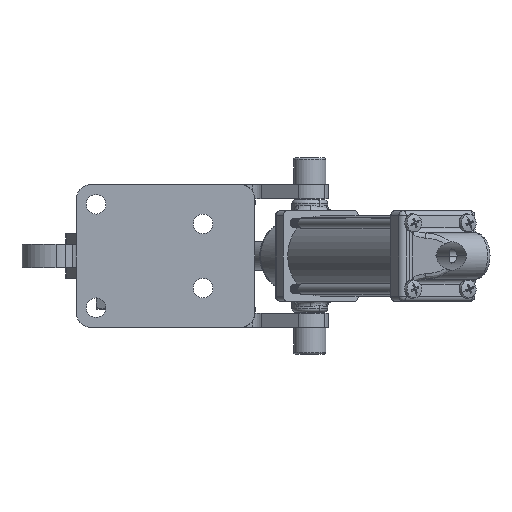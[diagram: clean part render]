
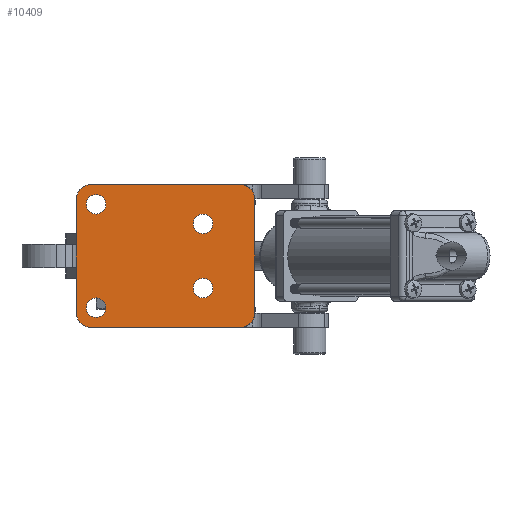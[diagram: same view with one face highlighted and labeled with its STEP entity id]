
A CAD part, front view. The second image highlights one B-rep face of the part: STEP entity #10409.
In plain terms, the highlighted planar face has unit normal (0, -1, 0).
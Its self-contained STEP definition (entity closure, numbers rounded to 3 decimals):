
#196 = ORIENTED_EDGE ( 'NONE', *, *, #3061, .F. ) ;
#364 = CARTESIAN_POINT ( 'NONE',  ( -7.55, -10., 23.5 ) ) ;
#676 = AXIS2_PLACEMENT_3D ( 'NONE', #22812, #7852, #25343 ) ;
#1415 = ORIENTED_EDGE ( 'NONE', *, *, #10727, .T. ) ;
#1742 = ORIENTED_EDGE ( 'NONE', *, *, #28493, .F. ) ;
#1761 = VECTOR ( 'NONE', #24170, 1000. ) ;
#1878 = CIRCLE ( 'NONE', #3235, 5.5 ) ;
#1951 = ORIENTED_EDGE ( 'NONE', *, *, #24297, .F. ) ;
#2039 = DIRECTION ( 'NONE',  ( 0., 0., -1. ) ) ;
#2423 = VERTEX_POINT ( 'NONE', #364 ) ;
#2629 = AXIS2_PLACEMENT_3D ( 'NONE', #14848, #24938, #32192 ) ;
#2791 = VERTEX_POINT ( 'NONE', #27233 ) ;
#2820 = EDGE_CURVE ( 'NONE', #23502, #21030, #6266, .T. ) ;
#3061 = EDGE_CURVE ( 'NONE', #23198, #2423, #5475, .T. ) ;
#3235 = AXIS2_PLACEMENT_3D ( 'NONE', #27015, #12073, #29500 ) ;
#3540 = LINE ( 'NONE', #26125, #16008 ) ;
#3604 = DIRECTION ( 'NONE',  ( 0., 0., -1. ) ) ;
#4696 = VERTEX_POINT ( 'NONE', #20794 ) ;
#4955 = CARTESIAN_POINT ( 'NONE',  ( 52.45, -10., -23.5 ) ) ;
#5026 = DIRECTION ( 'NONE',  ( 0., -1., 0. ) ) ;
#5475 = CIRCLE ( 'NONE', #21858, 5.5 ) ;
#5549 = EDGE_LOOP ( 'NONE', ( #27008, #22121 ) ) ;
#5901 = CARTESIAN_POINT ( 'NONE',  ( -7.55, -10., 29. ) ) ;
#6038 = AXIS2_PLACEMENT_3D ( 'NONE', #24986, #10008, #27471 ) ;
#6266 = CIRCLE ( 'NONE', #9087, 8. ) ;
#6395 = CARTESIAN_POINT ( 'NONE',  ( -10.55, -10., 32. ) ) ;
#6426 = EDGE_LOOP ( 'NONE', ( #20089, #196 ) ) ;
#6458 = VERTEX_POINT ( 'NONE', #27125 ) ;
#7235 = LINE ( 'NONE', #13439, #20513 ) ;
#7397 = CIRCLE ( 'NONE', #23293, 5.5 ) ;
#7852 = DIRECTION ( 'NONE',  ( 0., -1., 0. ) ) ;
#7941 = DIRECTION ( 'NONE',  ( 0., 0., 1. ) ) ;
#8185 = VERTEX_POINT ( 'NONE', #21130 ) ;
#8378 = DIRECTION ( 'NONE',  ( 0., 0., -1. ) ) ;
#8421 = EDGE_CURVE ( 'NONE', #8185, #22245, #7397, .T. ) ;
#8452 = EDGE_CURVE ( 'NONE', #4696, #19601, #16741, .T. ) ;
#8473 = ORIENTED_EDGE ( 'NONE', *, *, #8452, .F. ) ;
#8622 = CIRCLE ( 'NONE', #676, 5.5 ) ;
#9087 = AXIS2_PLACEMENT_3D ( 'NONE', #25128, #20979, #7941 ) ;
#9329 = EDGE_CURVE ( 'NONE', #23502, #2791, #19074, .T. ) ;
#9561 = EDGE_CURVE ( 'NONE', #31044, #24189, #3540, .T. ) ;
#9594 = CIRCLE ( 'NONE', #21419, 5.5 ) ;
#9857 = DIRECTION ( 'NONE',  ( 0., -1., 0. ) ) ;
#10008 = DIRECTION ( 'NONE',  ( 0., -1., 0. ) ) ;
#10064 = CARTESIAN_POINT ( 'NONE',  ( 81.45, -10., -40. ) ) ;
#10169 = CIRCLE ( 'NONE', #6038, 8. ) ;
#10297 = CARTESIAN_POINT ( 'NONE',  ( 73.45, -10., -40. ) ) ;
#10308 = AXIS2_PLACEMENT_3D ( 'NONE', #29416, #14492, #31928 ) ;
#10409 = ADVANCED_FACE ( 'NONE', ( #12025, #30353, #11257, #17092, #23757 ), #14730, .F. ) ;
#10727 = EDGE_CURVE ( 'NONE', #12926, #24189, #31474, .T. ) ;
#11257 = FACE_BOUND ( 'NONE', #19084, .T. ) ;
#11579 = CIRCLE ( 'NONE', #10308, 5.5 ) ;
#12025 = FACE_BOUND ( 'NONE', #5549, .T. ) ;
#12073 = DIRECTION ( 'NONE',  ( 0., -1., 0. ) ) ;
#12134 = EDGE_CURVE ( 'NONE', #31989, #2791, #20489, .T. ) ;
#12926 = VERTEX_POINT ( 'NONE', #16041 ) ;
#13439 = CARTESIAN_POINT ( 'NONE',  ( -18.55, -10., -40. ) ) ;
#14194 = EDGE_CURVE ( 'NONE', #19601, #4696, #31718, .T. ) ;
#14216 = CARTESIAN_POINT ( 'NONE',  ( -18.55, -10., 40. ) ) ;
#14492 = DIRECTION ( 'NONE',  ( 0., -1., 0. ) ) ;
#14566 = AXIS2_PLACEMENT_3D ( 'NONE', #6395, #15982, #23724 ) ;
#14730 = PLANE ( 'NONE',  #17496 ) ;
#14848 = CARTESIAN_POINT ( 'NONE',  ( 52.45, -10., 18. ) ) ;
#14992 = LINE ( 'NONE', #14216, #1761 ) ;
#15284 = AXIS2_PLACEMENT_3D ( 'NONE', #19936, #5026, #22444 ) ;
#15578 = ORIENTED_EDGE ( 'NONE', *, *, #9329, .F. ) ;
#15730 = EDGE_CURVE ( 'NONE', #29071, #21302, #11579, .T. ) ;
#15982 = DIRECTION ( 'NONE',  ( 0., -1., 0. ) ) ;
#16008 = VECTOR ( 'NONE', #21667, 1000. ) ;
#16041 = CARTESIAN_POINT ( 'NONE',  ( -10.55, -10., 40. ) ) ;
#16100 = EDGE_CURVE ( 'NONE', #2423, #23198, #9594, .T. ) ;
#16120 = EDGE_LOOP ( 'NONE', ( #21579, #8473 ) ) ;
#16593 = ORIENTED_EDGE ( 'NONE', *, *, #9561, .F. ) ;
#16741 = CIRCLE ( 'NONE', #2629, 5.5 ) ;
#17092 = FACE_BOUND ( 'NONE', #6426, .T. ) ;
#17496 = AXIS2_PLACEMENT_3D ( 'NONE', #23636, #32264, #23241 ) ;
#17595 = DIRECTION ( 'NONE',  ( 0., 0., -1. ) ) ;
#19074 = LINE ( 'NONE', #10064, #31502 ) ;
#19084 = EDGE_LOOP ( 'NONE', ( #1742, #23640 ) ) ;
#19155 = CARTESIAN_POINT ( 'NONE',  ( -7.55, -10., -23.5 ) ) ;
#19601 = VERTEX_POINT ( 'NONE', #27602 ) ;
#19936 = CARTESIAN_POINT ( 'NONE',  ( 52.45, -10., 18. ) ) ;
#20089 = ORIENTED_EDGE ( 'NONE', *, *, #16100, .F. ) ;
#20250 = EDGE_CURVE ( 'NONE', #31989, #6458, #7235, .T. ) ;
#20389 = CARTESIAN_POINT ( 'NONE',  ( -7.55, -10., 29. ) ) ;
#20489 = CIRCLE ( 'NONE', #26347, 8. ) ;
#20513 = VECTOR ( 'NONE', #30872, 1000. ) ;
#20794 = CARTESIAN_POINT ( 'NONE',  ( 52.45, -10., 23.5 ) ) ;
#20867 = ORIENTED_EDGE ( 'NONE', *, *, #12134, .T. ) ;
#20979 = DIRECTION ( 'NONE',  ( 0., -1., 0. ) ) ;
#21030 = VERTEX_POINT ( 'NONE', #31804 ) ;
#21130 = CARTESIAN_POINT ( 'NONE',  ( 52.45, -10., -12.5 ) ) ;
#21302 = VERTEX_POINT ( 'NONE', #22772 ) ;
#21419 = AXIS2_PLACEMENT_3D ( 'NONE', #5901, #23328, #8378 ) ;
#21579 = ORIENTED_EDGE ( 'NONE', *, *, #14194, .F. ) ;
#21667 = DIRECTION ( 'NONE',  ( 0., 0., 1. ) ) ;
#21858 = AXIS2_PLACEMENT_3D ( 'NONE', #20389, #25974, #3604 ) ;
#22121 = ORIENTED_EDGE ( 'NONE', *, *, #15730, .F. ) ;
#22245 = VERTEX_POINT ( 'NONE', #4955 ) ;
#22444 = DIRECTION ( 'NONE',  ( 0., 0., -1. ) ) ;
#22499 = CARTESIAN_POINT ( 'NONE',  ( 52.45, -10., -18. ) ) ;
#22772 = CARTESIAN_POINT ( 'NONE',  ( -7.55, -10., -34.5 ) ) ;
#22812 = CARTESIAN_POINT ( 'NONE',  ( -7.55, -10., -29. ) ) ;
#22980 = EDGE_LOOP ( 'NONE', ( #16593, #31991, #30007, #20867, #15578, #26456, #1951, #1415 ) ) ;
#23198 = VERTEX_POINT ( 'NONE', #32149 ) ;
#23241 = DIRECTION ( 'NONE',  ( 0., 0., 1. ) ) ;
#23293 = AXIS2_PLACEMENT_3D ( 'NONE', #22499, #31131, #17595 ) ;
#23328 = DIRECTION ( 'NONE',  ( 0., -1., 0. ) ) ;
#23502 = VERTEX_POINT ( 'NONE', #26179 ) ;
#23636 = CARTESIAN_POINT ( 'NONE',  ( -18.55, -10., 40. ) ) ;
#23640 = ORIENTED_EDGE ( 'NONE', *, *, #8421, .F. ) ;
#23724 = DIRECTION ( 'NONE',  ( 0., 0., 1. ) ) ;
#23757 = FACE_OUTER_BOUND ( 'NONE', #22980, .T. ) ;
#24170 = DIRECTION ( 'NONE',  ( 1., 0., 0. ) ) ;
#24189 = VERTEX_POINT ( 'NONE', #28731 ) ;
#24297 = EDGE_CURVE ( 'NONE', #12926, #21030, #14992, .T. ) ;
#24849 = DIRECTION ( 'NONE',  ( 0., 0., 1. ) ) ;
#24938 = DIRECTION ( 'NONE',  ( 0., -1., 0. ) ) ;
#24986 = CARTESIAN_POINT ( 'NONE',  ( -10.55, -10., -32. ) ) ;
#25128 = CARTESIAN_POINT ( 'NONE',  ( 73.45, -10., 32. ) ) ;
#25343 = DIRECTION ( 'NONE',  ( 0., 0., -1. ) ) ;
#25974 = DIRECTION ( 'NONE',  ( 0., -1., 0. ) ) ;
#26125 = CARTESIAN_POINT ( 'NONE',  ( -18.55, -10., -40. ) ) ;
#26179 = CARTESIAN_POINT ( 'NONE',  ( 81.45, -10., 32. ) ) ;
#26347 = AXIS2_PLACEMENT_3D ( 'NONE', #27326, #9857, #24849 ) ;
#26456 = ORIENTED_EDGE ( 'NONE', *, *, #2820, .T. ) ;
#26582 = EDGE_CURVE ( 'NONE', #21302, #29071, #8622, .T. ) ;
#27008 = ORIENTED_EDGE ( 'NONE', *, *, #26582, .F. ) ;
#27015 = CARTESIAN_POINT ( 'NONE',  ( 52.45, -10., -18. ) ) ;
#27125 = CARTESIAN_POINT ( 'NONE',  ( -10.55, -10., -40. ) ) ;
#27233 = CARTESIAN_POINT ( 'NONE',  ( 81.45, -10., -32. ) ) ;
#27326 = CARTESIAN_POINT ( 'NONE',  ( 73.45, -10., -32. ) ) ;
#27471 = DIRECTION ( 'NONE',  ( 0., 0., 1. ) ) ;
#27602 = CARTESIAN_POINT ( 'NONE',  ( 52.45, -10., 12.5 ) ) ;
#28493 = EDGE_CURVE ( 'NONE', #22245, #8185, #1878, .T. ) ;
#28731 = CARTESIAN_POINT ( 'NONE',  ( -18.55, -10., 32. ) ) ;
#29071 = VERTEX_POINT ( 'NONE', #19155 ) ;
#29416 = CARTESIAN_POINT ( 'NONE',  ( -7.55, -10., -29. ) ) ;
#29500 = DIRECTION ( 'NONE',  ( 0., 0., -1. ) ) ;
#29553 = CARTESIAN_POINT ( 'NONE',  ( -18.55, -10., -32. ) ) ;
#30007 = ORIENTED_EDGE ( 'NONE', *, *, #20250, .F. ) ;
#30353 = FACE_BOUND ( 'NONE', #16120, .T. ) ;
#30872 = DIRECTION ( 'NONE',  ( -1., 0., 0. ) ) ;
#31044 = VERTEX_POINT ( 'NONE', #29553 ) ;
#31131 = DIRECTION ( 'NONE',  ( 0., -1., 0. ) ) ;
#31474 = CIRCLE ( 'NONE', #14566, 8. ) ;
#31502 = VECTOR ( 'NONE', #2039, 1000. ) ;
#31696 = EDGE_CURVE ( 'NONE', #31044, #6458, #10169, .T. ) ;
#31718 = CIRCLE ( 'NONE', #15284, 5.5 ) ;
#31804 = CARTESIAN_POINT ( 'NONE',  ( 73.45, -10., 40. ) ) ;
#31928 = DIRECTION ( 'NONE',  ( 0., 0., -1. ) ) ;
#31989 = VERTEX_POINT ( 'NONE', #10297 ) ;
#31991 = ORIENTED_EDGE ( 'NONE', *, *, #31696, .T. ) ;
#32149 = CARTESIAN_POINT ( 'NONE',  ( -7.55, -10., 34.5 ) ) ;
#32192 = DIRECTION ( 'NONE',  ( 0., 0., -1. ) ) ;
#32264 = DIRECTION ( 'NONE',  ( 0., 1., 0. ) ) ;
